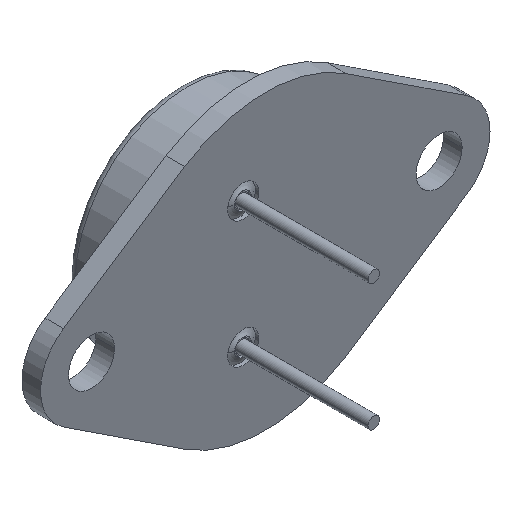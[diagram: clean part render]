
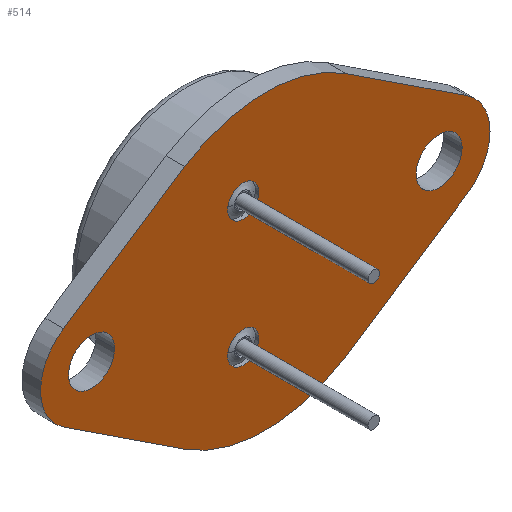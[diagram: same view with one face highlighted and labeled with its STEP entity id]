
A CAD part, isometric view. The second image highlights one B-rep face of the part: STEP entity #514.
In plain terms, the highlighted planar face has unit normal (0, -1, 0).
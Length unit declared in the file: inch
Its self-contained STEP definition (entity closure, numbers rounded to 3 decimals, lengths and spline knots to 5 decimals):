
#42=CARTESIAN_POINT('',(0.,0.,0.));
#43=DIRECTION('',(0.,1.,0.));
#44=DIRECTION('',(0.55,0.,-0.835));
#45=AXIS2_PLACEMENT_3D('',#42,#43,#44);
#51=DIRECTION('',(-0.835,0.,0.55));
#52=VECTOR('',#51,0.49275);
#53=CARTESIAN_POINT('',(-0.27363,0.,-0.41549));
#54=LINE('',#53,#52);
#58=CARTESIAN_POINT('',(-0.59,0.,0.));
#59=DIRECTION('',(0.,1.,0.));
#60=DIRECTION('',(-0.55,0.,-0.835));
#61=AXIS2_PLACEMENT_3D('',#58,#59,#60);
#66=DIRECTION('',(0.835,0.,0.55));
#67=VECTOR('',#66,0.49275);
#68=CARTESIAN_POINT('',(-0.68515,0.,0.14448));
#69=LINE('',#68,#67);
#73=CARTESIAN_POINT('',(0.,0.,0.));
#74=DIRECTION('',(0.,1.,0.));
#75=DIRECTION('',(-0.55,0.,0.835));
#76=AXIS2_PLACEMENT_3D('',#73,#74,#75);
#81=DIRECTION('',(0.835,0.,-0.55));
#82=VECTOR('',#81,0.49275);
#83=CARTESIAN_POINT('',(0.27363,0.,0.41549));
#84=LINE('',#83,#82);
#88=CARTESIAN_POINT('',(0.59,0.,0.));
#89=DIRECTION('',(0.,1.,0.));
#90=DIRECTION('',(0.55,0.,0.835));
#91=AXIS2_PLACEMENT_3D('',#88,#89,#90);
#96=DIRECTION('',(-0.835,0.,-0.55));
#97=VECTOR('',#96,0.49275);
#98=CARTESIAN_POINT('',(0.68515,0.,-0.14448));
#99=LINE('',#98,#97);
#103=CARTESIAN_POINT('',(-0.075,0.,0.215));
#104=DIRECTION('',(0.,-1.,0.));
#105=DIRECTION('',(1.,0.,0.));
#106=AXIS2_PLACEMENT_3D('',#103,#104,#105);
#111=CARTESIAN_POINT('',(-0.075,0.,0.215));
#112=DIRECTION('',(0.,-1.,0.));
#113=DIRECTION('',(-1.,0.,0.));
#114=AXIS2_PLACEMENT_3D('',#111,#112,#113);
#119=CARTESIAN_POINT('',(-0.075,0.,-0.215));
#120=DIRECTION('',(0.,1.,0.));
#121=DIRECTION('',(1.,0.,0.));
#122=AXIS2_PLACEMENT_3D('',#119,#120,#121);
#127=CARTESIAN_POINT('',(-0.075,0.,-0.215));
#128=DIRECTION('',(0.,1.,0.));
#129=DIRECTION('',(-1.,0.,0.));
#130=AXIS2_PLACEMENT_3D('',#127,#128,#129);
#135=CARTESIAN_POINT('',(0.59,0.,0.));
#136=DIRECTION('',(0.,-1.,0.));
#137=DIRECTION('',(1.,0.,0.));
#138=AXIS2_PLACEMENT_3D('',#135,#136,#137);
#143=CARTESIAN_POINT('',(0.59,0.,0.));
#144=DIRECTION('',(0.,-1.,0.));
#145=DIRECTION('',(-1.,0.,0.));
#146=AXIS2_PLACEMENT_3D('',#143,#144,#145);
#151=CARTESIAN_POINT('',(-0.59,0.,0.));
#152=DIRECTION('',(0.,1.,0.));
#153=DIRECTION('',(-1.,0.,0.));
#154=AXIS2_PLACEMENT_3D('',#151,#152,#153);
#159=CARTESIAN_POINT('',(-0.59,0.,0.));
#160=DIRECTION('',(0.,1.,0.));
#161=DIRECTION('',(1.,0.,0.));
#162=AXIS2_PLACEMENT_3D('',#159,#160,#161);
#403=CARTESIAN_POINT('',(0.27363,0.,-0.41549));
#404=CARTESIAN_POINT('',(-0.27363,0.,-0.41549));
#405=VERTEX_POINT('',#403);
#406=VERTEX_POINT('',#404);
#407=CARTESIAN_POINT('',(-0.68515,0.,-0.14448));
#408=VERTEX_POINT('',#407);
#409=CARTESIAN_POINT('',(-0.68515,0.,0.14448));
#410=VERTEX_POINT('',#409);
#411=CARTESIAN_POINT('',(-0.27363,0.,0.41549));
#412=VERTEX_POINT('',#411);
#413=CARTESIAN_POINT('',(0.27363,0.,0.41549));
#414=VERTEX_POINT('',#413);
#415=CARTESIAN_POINT('',(0.68515,0.,0.14448));
#416=VERTEX_POINT('',#415);
#417=CARTESIAN_POINT('',(0.68515,0.,-0.14448));
#418=VERTEX_POINT('',#417);
#435=CARTESIAN_POINT('',(-0.022,0.,0.215));
#436=CARTESIAN_POINT('',(-0.128,0.,0.215));
#437=VERTEX_POINT('',#435);
#438=VERTEX_POINT('',#436);
#439=CARTESIAN_POINT('',(-0.022,0.,-0.215));
#440=CARTESIAN_POINT('',(-0.128,0.,-0.215));
#441=VERTEX_POINT('',#439);
#442=VERTEX_POINT('',#440);
#443=CARTESIAN_POINT('',(0.66825,0.,0.));
#444=CARTESIAN_POINT('',(0.51175,0.,0.));
#445=VERTEX_POINT('',#443);
#446=VERTEX_POINT('',#444);
#451=CARTESIAN_POINT('',(-0.66825,0.,0.));
#452=CARTESIAN_POINT('',(-0.51175,0.,0.));
#453=VERTEX_POINT('',#451);
#454=VERTEX_POINT('',#452);
#467=CARTESIAN_POINT('',(0.,0.,0.));
#468=DIRECTION('',(0.,1.,0.));
#469=DIRECTION('',(1.,0.,0.));
#470=AXIS2_PLACEMENT_3D('',#467,#468,#469);
#471=PLANE('',#470);
#473=ORIENTED_EDGE('',*,*,#472,.T.);
#475=ORIENTED_EDGE('',*,*,#474,.T.);
#477=ORIENTED_EDGE('',*,*,#476,.T.);
#479=ORIENTED_EDGE('',*,*,#478,.T.);
#481=ORIENTED_EDGE('',*,*,#480,.T.);
#483=ORIENTED_EDGE('',*,*,#482,.T.);
#485=ORIENTED_EDGE('',*,*,#484,.T.);
#487=ORIENTED_EDGE('',*,*,#486,.T.);
#488=EDGE_LOOP('',(#473,#475,#477,#479,#481,#483,#485,#487));
#489=FACE_OUTER_BOUND('',#488,.F.);
#491=ORIENTED_EDGE('',*,*,#490,.T.);
#493=ORIENTED_EDGE('',*,*,#492,.T.);
#494=EDGE_LOOP('',(#491,#493));
#495=FACE_BOUND('',#494,.F.);
#497=ORIENTED_EDGE('',*,*,#496,.F.);
#499=ORIENTED_EDGE('',*,*,#498,.F.);
#500=EDGE_LOOP('',(#497,#499));
#501=FACE_BOUND('',#500,.F.);
#503=ORIENTED_EDGE('',*,*,#502,.T.);
#505=ORIENTED_EDGE('',*,*,#504,.T.);
#506=EDGE_LOOP('',(#503,#505));
#507=FACE_BOUND('',#506,.F.);
#509=ORIENTED_EDGE('',*,*,#508,.F.);
#511=ORIENTED_EDGE('',*,*,#510,.F.);
#512=EDGE_LOOP('',(#509,#511));
#513=FACE_BOUND('',#512,.F.);
#514=ADVANCED_FACE('',(#489,#495,#501,#507,#513),#471,.F.);
#46=CIRCLE('',#45,0.4975);
#62=CIRCLE('',#61,0.173);
#77=CIRCLE('',#76,0.4975);
#92=CIRCLE('',#91,0.173);
#107=CIRCLE('',#106,0.053);
#115=CIRCLE('',#114,0.053);
#123=CIRCLE('',#122,0.053);
#131=CIRCLE('',#130,0.053);
#139=CIRCLE('',#138,0.07825);
#147=CIRCLE('',#146,0.07825);
#155=CIRCLE('',#154,0.07825);
#163=CIRCLE('',#162,0.07825);
#472=EDGE_CURVE('',#405,#406,#46,.T.);
#474=EDGE_CURVE('',#406,#408,#54,.T.);
#476=EDGE_CURVE('',#408,#410,#62,.T.);
#478=EDGE_CURVE('',#410,#412,#69,.T.);
#480=EDGE_CURVE('',#412,#414,#77,.T.);
#482=EDGE_CURVE('',#414,#416,#84,.T.);
#484=EDGE_CURVE('',#416,#418,#92,.T.);
#486=EDGE_CURVE('',#418,#405,#99,.T.);
#490=EDGE_CURVE('',#437,#438,#107,.T.);
#492=EDGE_CURVE('',#438,#437,#115,.T.);
#496=EDGE_CURVE('',#441,#442,#123,.T.);
#498=EDGE_CURVE('',#442,#441,#131,.T.);
#502=EDGE_CURVE('',#445,#446,#139,.T.);
#504=EDGE_CURVE('',#446,#445,#147,.T.);
#508=EDGE_CURVE('',#453,#454,#155,.T.);
#510=EDGE_CURVE('',#454,#453,#163,.T.);
